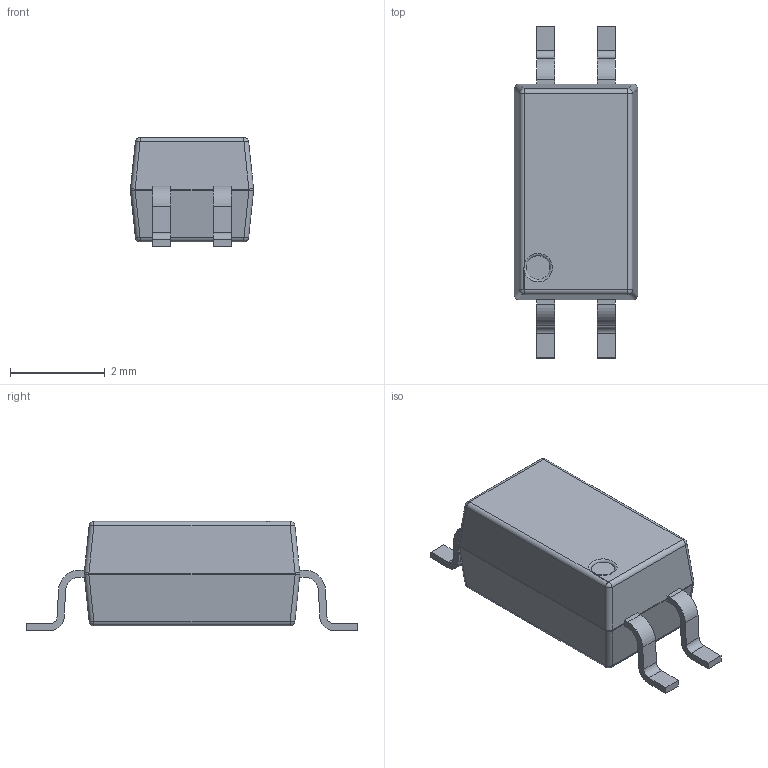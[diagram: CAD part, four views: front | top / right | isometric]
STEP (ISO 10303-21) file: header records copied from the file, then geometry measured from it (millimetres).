
FILE_DESCRIPTION(/* description */ (''),/* implementation_level */ '2;1');
FILE_NAME(/* name */ 'Toshiba -SOIC-4 4.55mm.step',/* time_stamp */ '2020-07-09T19:40:39+01:00',/* author */ (''),/* organization */ (''),/* preprocessor_version */ 'ST-DEVELOPER v18.1',/* originating_system */ 'Autodesk Translation Framework v9.3.0.1241',/* authorisation */ '');
FILE_SCHEMA (('AUTOMOTIVE_DESIGN { 1 0 10303 214 3 1 1 }'));
Length unit declared in the file: millimetre
Products named in the file (1): Toshiba -SOIC-4 4.55mm
Bounding box: 2.6 x 7 x 2.3 mm (x, y, z)
Volume: 24.6 mm3; surface area: 58.6 mm2
Topology: 1 solids, 1 shells, 100 faces, 254 edges, 156 vertices
Faces by surface type: plane 47, cylinder 40, sphere 12, torus 1
Entity records: 3089 total; most frequent: DIRECTION 539, CARTESIAN_POINT 520, ORIENTED_EDGE 508, EDGE_CURVE 254, AXIS2_PLACEMENT_3D 185, LINE 169, VECTOR 169, VERTEX_POINT 156
